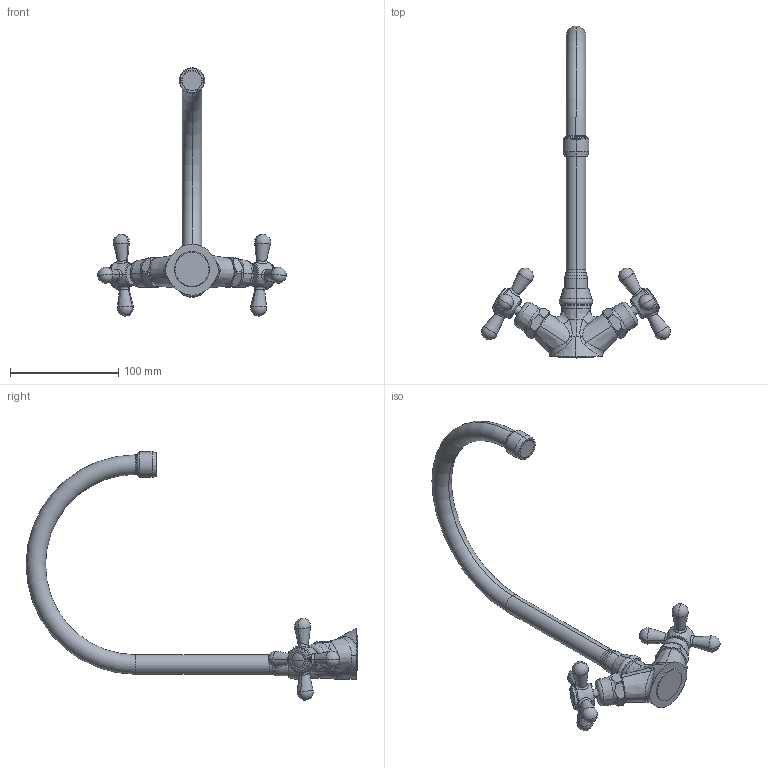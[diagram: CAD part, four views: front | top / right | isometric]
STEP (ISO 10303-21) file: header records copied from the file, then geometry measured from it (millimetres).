
FILE_DESCRIPTION((''),'2;1');
FILE_NAME('400151','2020-09-03T15:14:21',('gdevito'),('Armando Vicario'),'CREO PARAMETRIC BY PTC INC, 2019344','CREO PARAMETRIC BY PTC INC, 2019344','');
FILE_SCHEMA(('CONFIG_CONTROL_DESIGN'));
Length unit declared in the file: millimetre
Products named in the file (1): 400151
Bounding box: 174.95 x 307 x 229.75 mm (x, y, z)
Surface area: 60649.2 mm2 (no closed solid volume)
Topology: 0 solids, 16 shells, 234 faces, 559 edges, 321 vertices
Faces by surface type: bspline 74, cone 40, torus 40, cylinder 31, plane 29, sphere 20
Entity records: 13160 total; most frequent: CARTESIAN_POINT 8270, ORIENTED_EDGE 1042, DIRECTION 975, EDGE_CURVE 539, AXIS2_PLACEMENT_3D 441, VERTEX_POINT 321, CIRCLE 281, EDGE_LOOP 234
